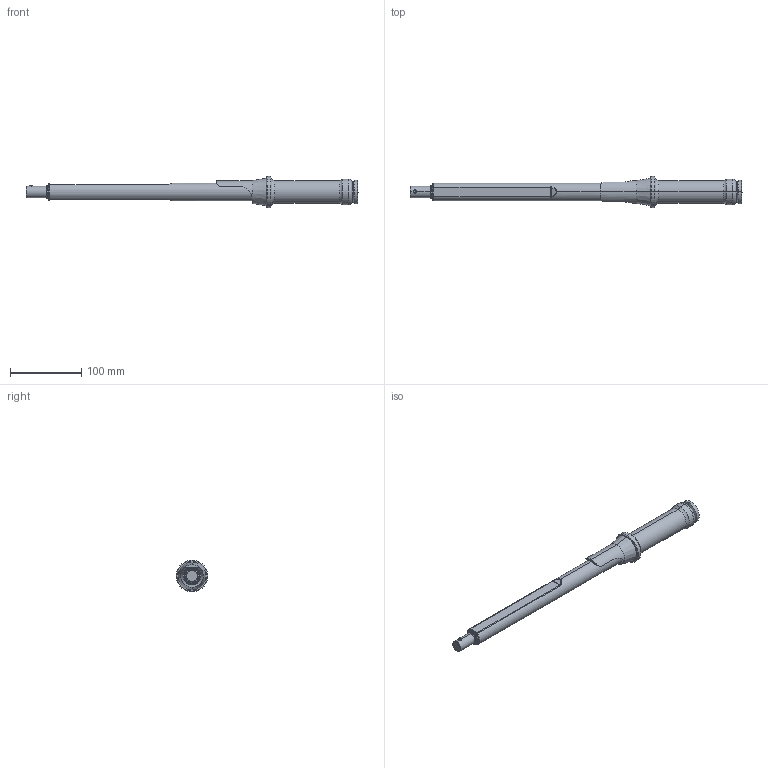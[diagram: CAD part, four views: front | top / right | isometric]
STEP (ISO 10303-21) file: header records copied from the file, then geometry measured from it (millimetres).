
FILE_DESCRIPTION(('HOOPS Exchange Step'),'2;1');
FILE_NAME('export-404E2867-DFD3-4A36-B676-BFA0A18DC196.stp','2023-12-04T16:52:00+01:00',('Engineering'),('Alibre'),'HOOPS Exchange 2021.0','Alibre','Unknown authorisation');
FILE_SCHEMA( ('AP242_MANAGED_MODEL_BASED_3D_ENGINEERING_MIM_LF {1 0 10303 442 1 1 4 }') );
Length unit declared in the file: millimetre
Products named in the file (3): 6401-1 TORCO-FIX II Adjustable Torque Wrench 40-200 Nm (16mm interface); 6401-2 TORCO-FIX II Adjustable Torque Wrench 40-200 Nm (16mm interface); 6401 TORCO-FIX II Adjustable Torque Wrench 40-200 Nm (16mm interface)
Assembly tree (2 placements, depth 2):
  6401 TORCO-FIX II Adjustable Torque Wrench 40-200 Nm (16mm interface)
    6401-1 TORCO-FIX II Adjustable Torque Wrench 40-200 Nm (16mm interface)
    6401-2 TORCO-FIX II Adjustable Torque Wrench 40-200 Nm (16mm interface)
Bounding box: 467.5 x 44.3 x 44.3 mm (x, y, z)
Volume: 289264.6 mm3; surface area: 49377 mm2
Topology: 2 solids, 2 shells, 84 faces, 184 edges, 106 vertices
Faces by surface type: cylinder 30, torus 24, plane 18, cone 8, bspline 4
Entity records: 2558 total; most frequent: CARTESIAN_POINT 550, DIRECTION 454, ORIENTED_EDGE 364, AXIS2_PLACEMENT_3D 200, EDGE_CURVE 182, VERTEX_POINT 106, CIRCLE 104, EDGE_LOOP 88
